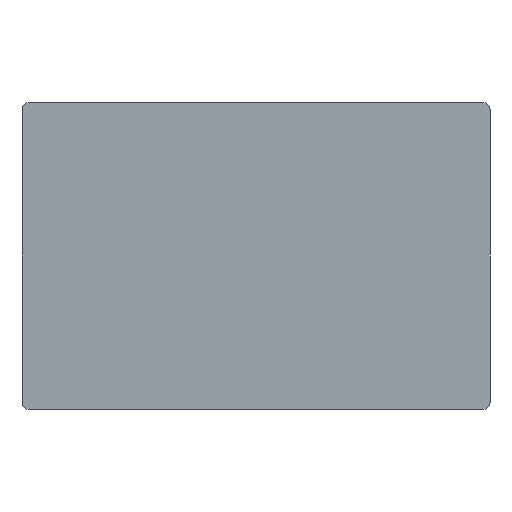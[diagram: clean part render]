
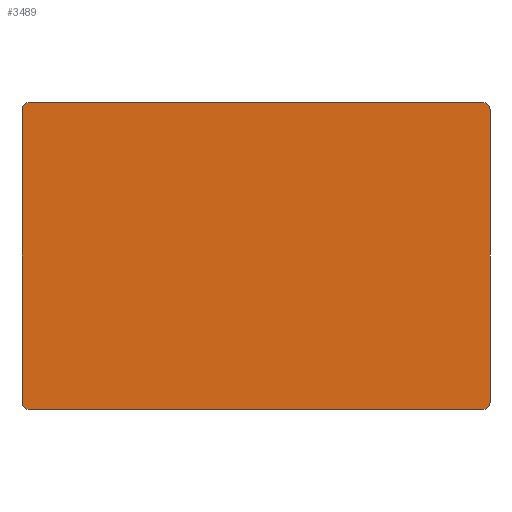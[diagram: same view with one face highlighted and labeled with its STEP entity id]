
A CAD part, left-side view. The second image highlights one B-rep face of the part: STEP entity #3489.
In plain terms, the highlighted planar face has unit normal (-1, 0, 0).
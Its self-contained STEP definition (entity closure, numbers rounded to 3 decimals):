
#2=DIRECTION('',(0.,0.,-1.));
#3=VECTOR('',#2,20.);
#4=CARTESIAN_POINT('',(0.,16.,10.));
#5=LINE('',#4,#3);
#19=CARTESIAN_POINT('',(0.,15.5,-10.));
#20=DIRECTION('',(-1.,0.,0.));
#21=DIRECTION('',(0.,1.,0.));
#22=AXIS2_PLACEMENT_3D('',#19,#20,#21);
#24=DIRECTION('',(0.,-1.,0.));
#25=VECTOR('',#24,31.);
#26=CARTESIAN_POINT('',(0.,15.5,-10.5));
#27=LINE('',#26,#25);
#1159=CARTESIAN_POINT('',(0.,-15.5,10.));
#1160=DIRECTION('',(-1.,0.,0.));
#1161=DIRECTION('',(0.,-1.,0.));
#1162=AXIS2_PLACEMENT_3D('',#1159,#1160,#1161);
#1164=DIRECTION('',(0.,0.,-1.));
#1165=VECTOR('',#1164,20.);
#1166=CARTESIAN_POINT('',(0.,-16.,10.));
#1167=LINE('',#1166,#1165);
#1172=CARTESIAN_POINT('',(0.,-15.5,-10.));
#1173=DIRECTION('',(-1.,0.,0.));
#1174=DIRECTION('',(0.,0.,-1.));
#1175=AXIS2_PLACEMENT_3D('',#1172,#1173,#1174);
#1186=DIRECTION('',(0.,-1.,0.));
#1187=VECTOR('',#1186,31.);
#1188=CARTESIAN_POINT('',(0.,15.5,10.5));
#1189=LINE('',#1188,#1187);
#1194=CARTESIAN_POINT('',(0.,15.5,10.));
#1195=DIRECTION('',(-1.,0.,0.));
#1196=DIRECTION('',(0.,0.,1.));
#1197=AXIS2_PLACEMENT_3D('',#1194,#1195,#1196);
#1213=CARTESIAN_POINT('',(0.,15.5,-10.5));
#1215=VERTEX_POINT('',#1213);
#1218=CARTESIAN_POINT('',(0.,16.,-10.));
#1219=VERTEX_POINT('',#1218);
#1220=CARTESIAN_POINT('',(0.,-15.5,-10.5));
#1222=VERTEX_POINT('',#1220);
#1224=CARTESIAN_POINT('',(0.,-16.,-10.));
#1225=VERTEX_POINT('',#1224);
#1229=CARTESIAN_POINT('',(0.,-15.5,10.5));
#1231=VERTEX_POINT('',#1229);
#1234=CARTESIAN_POINT('',(0.,-16.,10.));
#1235=VERTEX_POINT('',#1234);
#1236=CARTESIAN_POINT('',(0.,15.5,10.5));
#1238=VERTEX_POINT('',#1236);
#1240=CARTESIAN_POINT('',(0.,16.,10.));
#1241=VERTEX_POINT('',#1240);
#3473=CARTESIAN_POINT('',(0.,16.,10.5));
#3474=DIRECTION('',(-1.,0.,0.));
#3475=DIRECTION('',(0.,0.,-1.));
#3476=AXIS2_PLACEMENT_3D('',#3473,#3474,#3475);
#3477=PLANE('',#3476);
#3478=ORIENTED_EDGE('',*,*,#1386,.F.);
#3479=ORIENTED_EDGE('',*,*,#1371,.F.);
#3481=ORIENTED_EDGE('',*,*,#3480,.F.);
#3482=ORIENTED_EDGE('',*,*,#2802,.T.);
#3483=ORIENTED_EDGE('',*,*,#3441,.F.);
#3484=ORIENTED_EDGE('',*,*,#3453,.T.);
#3485=ORIENTED_EDGE('',*,*,#3466,.F.);
#3486=ORIENTED_EDGE('',*,*,#1405,.F.);
#3487=EDGE_LOOP('',(#3478,#3479,#3481,#3482,#3483,#3484,#3485,#3486));
#3488=FACE_OUTER_BOUND('',#3487,.F.);
#3489=ADVANCED_FACE('',(#3488),#3477,.T.);
#23=CIRCLE('',#22,0.5);
#1163=CIRCLE('',#1162,0.5);
#1176=CIRCLE('',#1175,0.5);
#1198=CIRCLE('',#1197,0.5);
#1371=EDGE_CURVE('',#1241,#1219,#5,.T.);
#1386=EDGE_CURVE('',#1219,#1215,#23,.T.);
#1405=EDGE_CURVE('',#1215,#1222,#27,.T.);
#2802=EDGE_CURVE('',#1238,#1231,#1189,.T.);
#3441=EDGE_CURVE('',#1235,#1231,#1163,.T.);
#3453=EDGE_CURVE('',#1235,#1225,#1167,.T.);
#3466=EDGE_CURVE('',#1222,#1225,#1176,.T.);
#3480=EDGE_CURVE('',#1238,#1241,#1198,.T.);
